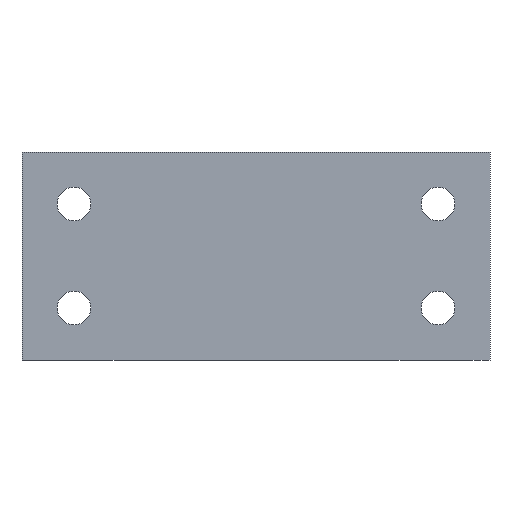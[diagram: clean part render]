
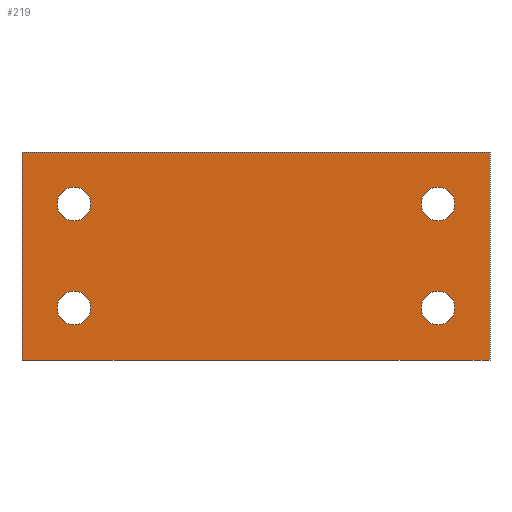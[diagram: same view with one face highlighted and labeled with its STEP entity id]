
A CAD part, front view. The second image highlights one B-rep face of the part: STEP entity #219.
In plain terms, the highlighted planar face has unit normal (0, -1, 0).
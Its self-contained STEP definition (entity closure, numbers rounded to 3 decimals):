
#24 = VERTEX_POINT('',#25);
#25 = CARTESIAN_POINT('',(-45.,0.,-20.));
#40 = VERTEX_POINT('',#41);
#41 = CARTESIAN_POINT('',(-45.,0.,20.));
#47 = EDGE_CURVE('',#24,#40,#48,.T.);
#48 = LINE('',#49,#50);
#49 = CARTESIAN_POINT('',(-45.,0.,-20.));
#50 = VECTOR('',#51,1.);
#51 = DIRECTION('',(0.,0.,1.));
#62 = VERTEX_POINT('',#63);
#63 = CARTESIAN_POINT('',(45.,0.,-20.));
#174 = EDGE_CURVE('',#24,#62,#175,.T.);
#175 = LINE('',#176,#177);
#176 = CARTESIAN_POINT('',(-45.,0.,-20.));
#177 = VECTOR('',#178,1.);
#178 = DIRECTION('',(1.,0.,0.));
#219 = ADVANCED_FACE('',(#220,#238,#249,#260,#271),#282,.F.);
#220 = FACE_BOUND('',#221,.F.);
#221 = EDGE_LOOP('',(#222,#223,#231,#237));
#222 = ORIENTED_EDGE('',*,*,#47,.T.);
#223 = ORIENTED_EDGE('',*,*,#224,.T.);
#224 = EDGE_CURVE('',#40,#225,#227,.T.);
#225 = VERTEX_POINT('',#226);
#226 = CARTESIAN_POINT('',(45.,0.,20.));
#227 = LINE('',#228,#229);
#228 = CARTESIAN_POINT('',(-45.,0.,20.));
#229 = VECTOR('',#230,1.);
#230 = DIRECTION('',(1.,0.,0.));
#231 = ORIENTED_EDGE('',*,*,#232,.F.);
#232 = EDGE_CURVE('',#62,#225,#233,.T.);
#233 = LINE('',#234,#235);
#234 = CARTESIAN_POINT('',(45.,0.,-20.));
#235 = VECTOR('',#236,1.);
#236 = DIRECTION('',(0.,0.,1.));
#237 = ORIENTED_EDGE('',*,*,#174,.F.);
#238 = FACE_BOUND('',#239,.F.);
#239 = EDGE_LOOP('',(#240));
#240 = ORIENTED_EDGE('',*,*,#241,.T.);
#241 = EDGE_CURVE('',#242,#242,#244,.T.);
#242 = VERTEX_POINT('',#243);
#243 = CARTESIAN_POINT('',(-31.75,0.,10.));
#244 = CIRCLE('',#245,3.25);
#245 = AXIS2_PLACEMENT_3D('',#246,#247,#248);
#246 = CARTESIAN_POINT('',(-35.,0.,10.));
#247 = DIRECTION('',(0.,-1.,0.));
#248 = DIRECTION('',(1.,0.,0.));
#249 = FACE_BOUND('',#250,.F.);
#250 = EDGE_LOOP('',(#251));
#251 = ORIENTED_EDGE('',*,*,#252,.T.);
#252 = EDGE_CURVE('',#253,#253,#255,.T.);
#253 = VERTEX_POINT('',#254);
#254 = CARTESIAN_POINT('',(38.25,0.,10.));
#255 = CIRCLE('',#256,3.25);
#256 = AXIS2_PLACEMENT_3D('',#257,#258,#259);
#257 = CARTESIAN_POINT('',(35.,0.,10.));
#258 = DIRECTION('',(0.,-1.,0.));
#259 = DIRECTION('',(1.,0.,0.));
#260 = FACE_BOUND('',#261,.F.);
#261 = EDGE_LOOP('',(#262));
#262 = ORIENTED_EDGE('',*,*,#263,.T.);
#263 = EDGE_CURVE('',#264,#264,#266,.T.);
#264 = VERTEX_POINT('',#265);
#265 = CARTESIAN_POINT('',(-31.75,0.,-10.));
#266 = CIRCLE('',#267,3.25);
#267 = AXIS2_PLACEMENT_3D('',#268,#269,#270);
#268 = CARTESIAN_POINT('',(-35.,0.,-10.));
#269 = DIRECTION('',(0.,-1.,0.));
#270 = DIRECTION('',(1.,0.,0.));
#271 = FACE_BOUND('',#272,.F.);
#272 = EDGE_LOOP('',(#273));
#273 = ORIENTED_EDGE('',*,*,#274,.T.);
#274 = EDGE_CURVE('',#275,#275,#277,.T.);
#275 = VERTEX_POINT('',#276);
#276 = CARTESIAN_POINT('',(38.25,0.,-10.));
#277 = CIRCLE('',#278,3.25);
#278 = AXIS2_PLACEMENT_3D('',#279,#280,#281);
#279 = CARTESIAN_POINT('',(35.,0.,-10.));
#280 = DIRECTION('',(0.,-1.,0.));
#281 = DIRECTION('',(1.,0.,0.));
#282 = PLANE('',#283);
#283 = AXIS2_PLACEMENT_3D('',#284,#285,#286);
#284 = CARTESIAN_POINT('',(-45.,0.,-20.));
#285 = DIRECTION('',(0.,1.,0.));
#286 = DIRECTION('',(1.,0.,0.));
